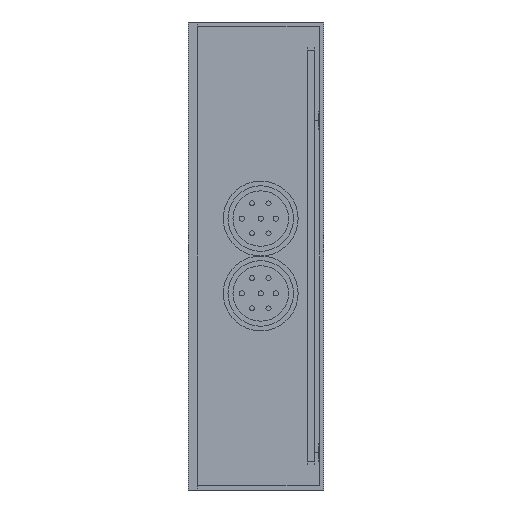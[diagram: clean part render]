
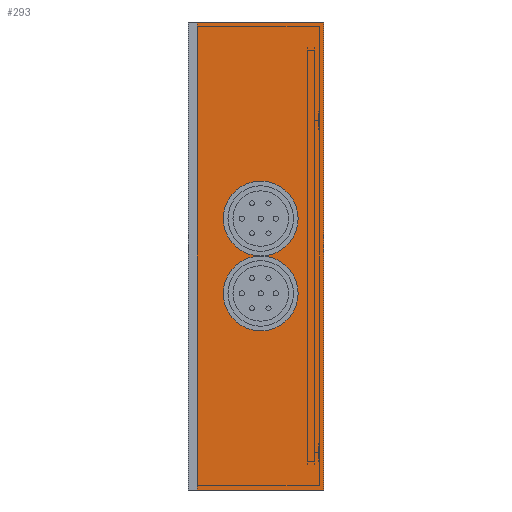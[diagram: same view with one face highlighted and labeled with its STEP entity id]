
A CAD part, left-side view. The second image highlights one B-rep face of the part: STEP entity #293.
In plain terms, the highlighted planar face has unit normal (-1, 0, 0).
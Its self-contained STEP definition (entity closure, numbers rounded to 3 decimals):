
#13=DIRECTION('',(0.,0.,1.));
#14=VECTOR('',#13,100.);
#15=CARTESIAN_POINT('',(0.,0.,-100.));
#16=LINE('',#15,#14);
#17=DIRECTION('',(0.,1.,0.));
#18=VECTOR('',#17,27.);
#19=CARTESIAN_POINT('',(0.,0.,0.));
#20=LINE('',#19,#18);
#21=DIRECTION('',(0.,1.,0.));
#22=VECTOR('',#21,27.);
#23=CARTESIAN_POINT('',(0.,0.,-100.));
#24=LINE('',#23,#22);
#25=CARTESIAN_POINT('',(0.,13.5,-58.5));
#26=DIRECTION('',(-1.,0.,0.));
#27=DIRECTION('',(0.,1.,0.));
#28=AXIS2_PLACEMENT_3D('',#25,#26,#27);
#30=CARTESIAN_POINT('',(0.,13.5,-58.5));
#31=DIRECTION('',(-1.,0.,0.));
#32=DIRECTION('',(0.,-1.,0.));
#33=AXIS2_PLACEMENT_3D('',#30,#31,#32);
#35=CARTESIAN_POINT('',(0.,13.5,-41.5));
#36=DIRECTION('',(-1.,0.,0.));
#37=DIRECTION('',(0.,1.,0.));
#38=AXIS2_PLACEMENT_3D('',#35,#36,#37);
#40=CARTESIAN_POINT('',(0.,13.5,-41.5));
#41=DIRECTION('',(-1.,0.,0.));
#42=DIRECTION('',(0.,-1.,0.));
#43=AXIS2_PLACEMENT_3D('',#40,#41,#42);
#67=DIRECTION('',(0.,0.,1.));
#68=VECTOR('',#67,100.);
#69=CARTESIAN_POINT('',(0.,27.,-100.));
#70=LINE('',#69,#68);
#181=CARTESIAN_POINT('',(0.,0.,0.));
#183=VERTEX_POINT('',#181);
#187=CARTESIAN_POINT('',(0.,0.,-100.));
#188=VERTEX_POINT('',#187);
#189=CARTESIAN_POINT('',(0.,27.,0.));
#191=VERTEX_POINT('',#189);
#195=CARTESIAN_POINT('',(0.,27.,-100.));
#196=VERTEX_POINT('',#195);
#221=CARTESIAN_POINT('',(0.,19.75,-58.5));
#222=CARTESIAN_POINT('',(0.,7.25,-58.5));
#223=VERTEX_POINT('',#221);
#224=VERTEX_POINT('',#222);
#225=CARTESIAN_POINT('',(0.,19.75,-41.5));
#226=CARTESIAN_POINT('',(0.,7.25,-41.5));
#227=VERTEX_POINT('',#225);
#228=VERTEX_POINT('',#226);
#268=CARTESIAN_POINT('',(0.,0.,-100.));
#269=DIRECTION('',(-1.,0.,0.));
#270=DIRECTION('',(0.,0.,1.));
#271=AXIS2_PLACEMENT_3D('',#268,#269,#270);
#272=PLANE('',#271);
#273=ORIENTED_EDGE('',*,*,#248,.F.);
#275=ORIENTED_EDGE('',*,*,#274,.T.);
#277=ORIENTED_EDGE('',*,*,#276,.T.);
#278=ORIENTED_EDGE('',*,*,#259,.F.);
#279=EDGE_LOOP('',(#273,#275,#277,#278));
#280=FACE_OUTER_BOUND('',#279,.F.);
#282=ORIENTED_EDGE('',*,*,#281,.T.);
#284=ORIENTED_EDGE('',*,*,#283,.T.);
#285=EDGE_LOOP('',(#282,#284));
#286=FACE_BOUND('',#285,.F.);
#288=ORIENTED_EDGE('',*,*,#287,.T.);
#290=ORIENTED_EDGE('',*,*,#289,.T.);
#291=EDGE_LOOP('',(#288,#290));
#292=FACE_BOUND('',#291,.F.);
#29=CIRCLE('',#28,6.25);
#34=CIRCLE('',#33,6.25);
#39=CIRCLE('',#38,6.25);
#44=CIRCLE('',#43,6.25);
#248=EDGE_CURVE('',#188,#183,#16,.T.);
#259=EDGE_CURVE('',#183,#191,#20,.T.);
#274=EDGE_CURVE('',#188,#196,#24,.T.);
#276=EDGE_CURVE('',#196,#191,#70,.T.);
#281=EDGE_CURVE('',#223,#224,#29,.T.);
#283=EDGE_CURVE('',#224,#223,#34,.T.);
#287=EDGE_CURVE('',#227,#228,#39,.T.);
#289=EDGE_CURVE('',#228,#227,#44,.T.);
#293=ADVANCED_FACE('',(#280,#286,#292),#272,.T.);
